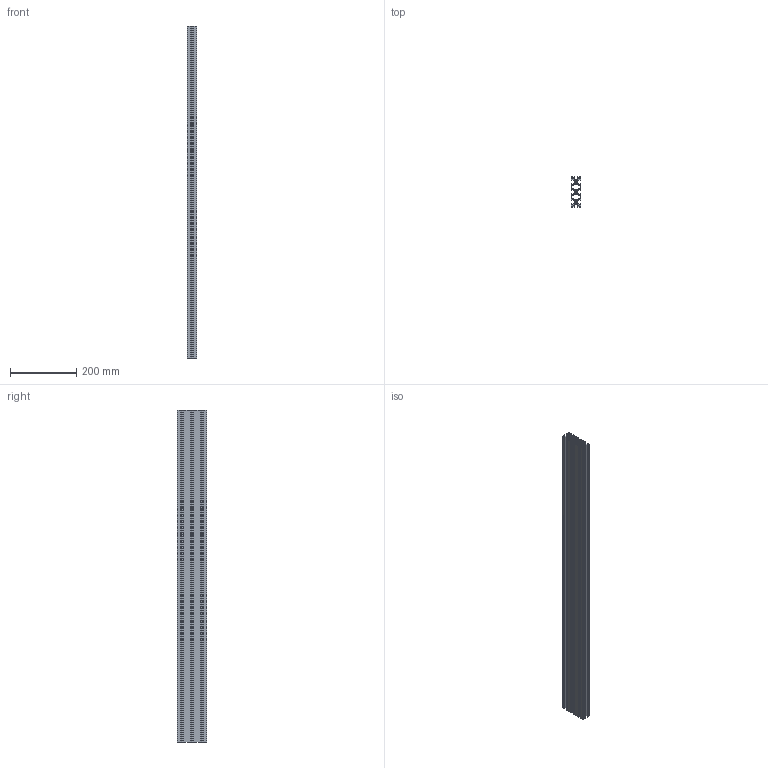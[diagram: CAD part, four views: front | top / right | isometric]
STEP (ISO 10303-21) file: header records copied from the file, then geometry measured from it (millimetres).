
FILE_DESCRIPTION (( 'STEP AP203' ), '1' );
FILE_NAME ('30 x 90 SÝGMA PROFÝL.STEP', '2013-07-29T14:36:04', ( 'Kadir' ), ( '' ), 'SwSTEP 2.0', 'SolidWorks 2013', '' );
FILE_SCHEMA (( 'CONFIG_CONTROL_DESIGN' ));
Length unit declared in the file: millimetre
Products named in the file (1): 30 x 90 SÝGMA PROFÝL
Bounding box: 30 x 90 x 1000 mm (x, y, z)
Volume: 831933 mm3; surface area: 800031 mm2
Topology: 1 solids, 1 shells, 313 faces, 933 edges, 622 vertices
Faces by surface type: plane 194, cylinder 119
Entity records: 10638 total; most frequent: CARTESIAN_POINT 1869, ORIENTED_EDGE 1866, DIRECTION 1799, EDGE_CURVE 933, VECTOR 695, LINE 695, VERTEX_POINT 622, AXIS2_PLACEMENT_3D 552
